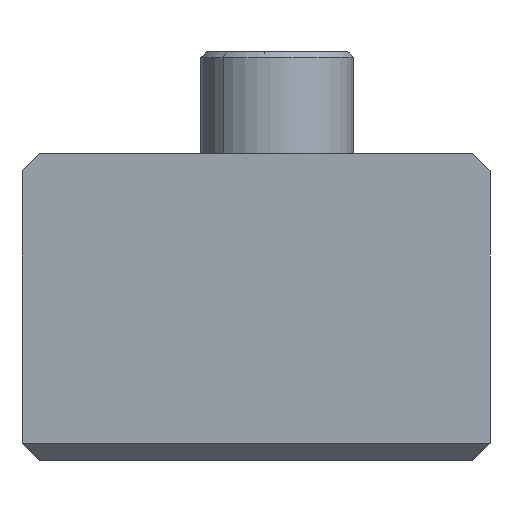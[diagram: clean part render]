
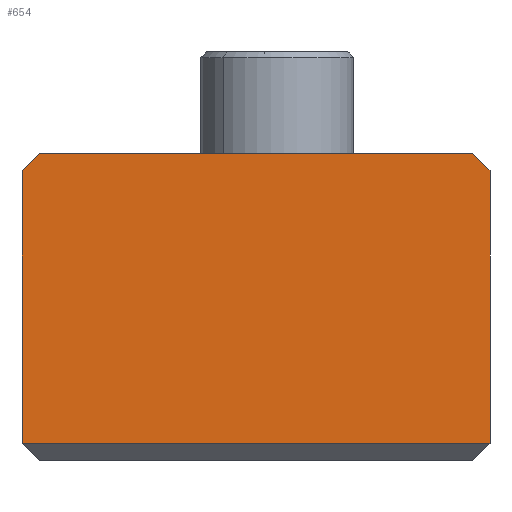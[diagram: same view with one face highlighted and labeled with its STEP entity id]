
A CAD part, left-side view. The second image highlights one B-rep face of the part: STEP entity #654.
In plain terms, the highlighted planar face has unit normal (-1, 0, 0).
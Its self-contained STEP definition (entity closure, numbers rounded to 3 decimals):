
#3 = EDGE_CURVE ( 'NONE', #16, #636, #765, .T. ) ;
#16 = VERTEX_POINT ( 'NONE', #188 ) ;
#18 = VECTOR ( 'NONE', #360, 1000. ) ;
#66 = AXIS2_PLACEMENT_3D ( 'NONE', #401, #1025, #75 ) ;
#75 = DIRECTION ( 'NONE',  ( 0., 0., -1. ) ) ;
#82 = EDGE_CURVE ( 'NONE', #16, #1280, #1304, .T. ) ;
#88 = CARTESIAN_POINT ( 'NONE',  ( -350., 55., 18. ) ) ;
#90 = VECTOR ( 'NONE', #1029, 1000. ) ;
#97 = DIRECTION ( 'NONE',  ( 0., 0., -1. ) ) ;
#169 = CARTESIAN_POINT ( 'NONE',  ( -350., 55., 18. ) ) ;
#182 = CARTESIAN_POINT ( 'NONE',  ( -350., 0., 16. ) ) ;
#188 = CARTESIAN_POINT ( 'NONE',  ( -350., 53., 18. ) ) ;
#199 = CARTESIAN_POINT ( 'NONE',  ( -350., 55., -16. ) ) ;
#242 = EDGE_CURVE ( 'NONE', #1280, #338, #295, .T. ) ;
#246 = ORIENTED_EDGE ( 'NONE', *, *, #433, .T. ) ;
#279 = PLANE ( 'NONE',  #66 ) ;
#283 = DIRECTION ( 'NONE',  ( 0., 0., -1. ) ) ;
#295 = LINE ( 'NONE', #169, #1251 ) ;
#310 = DIRECTION ( 'NONE',  ( 0., -1., 0. ) ) ;
#338 = VERTEX_POINT ( 'NONE', #827 ) ;
#355 = CARTESIAN_POINT ( 'NONE',  ( -350., 53., 18. ) ) ;
#360 = DIRECTION ( 'NONE',  ( 0., 0.707, -0.707 ) ) ;
#382 = CARTESIAN_POINT ( 'NONE',  ( -350., 55., 16. ) ) ;
#390 = ORIENTED_EDGE ( 'NONE', *, *, #830, .F. ) ;
#393 = CARTESIAN_POINT ( 'NONE',  ( -350., 2., 18. ) ) ;
#401 = CARTESIAN_POINT ( 'NONE',  ( -350., 55., 18. ) ) ;
#412 = EDGE_CURVE ( 'NONE', #743, #636, #736, .T. ) ;
#413 = DIRECTION ( 'NONE',  ( 0., -1., 0. ) ) ;
#433 = EDGE_CURVE ( 'NONE', #338, #1222, #1054, .T. ) ;
#521 = VECTOR ( 'NONE', #413, 1000. ) ;
#624 = CARTESIAN_POINT ( 'NONE',  ( -350., 2., 18. ) ) ;
#636 = VERTEX_POINT ( 'NONE', #393 ) ;
#654 = ADVANCED_FACE ( 'NONE', ( #963 ), #279, .F. ) ;
#709 = ORIENTED_EDGE ( 'NONE', *, *, #412, .T. ) ;
#725 = CARTESIAN_POINT ( 'NONE',  ( -350., 0., 18. ) ) ;
#736 = LINE ( 'NONE', #624, #90 ) ;
#743 = VERTEX_POINT ( 'NONE', #182 ) ;
#763 = CARTESIAN_POINT ( 'NONE',  ( -350., 0., -16. ) ) ;
#765 = LINE ( 'NONE', #88, #521 ) ;
#827 = CARTESIAN_POINT ( 'NONE',  ( -350., 55., -16. ) ) ;
#830 = EDGE_CURVE ( 'NONE', #743, #1222, #1052, .T. ) ;
#848 = ORIENTED_EDGE ( 'NONE', *, *, #82, .T. ) ;
#963 = FACE_OUTER_BOUND ( 'NONE', #1112, .T. ) ;
#1025 = DIRECTION ( 'NONE',  ( 1., 0., 0. ) ) ;
#1029 = DIRECTION ( 'NONE',  ( 0., 0.707, 0.707 ) ) ;
#1052 = LINE ( 'NONE', #725, #1277 ) ;
#1054 = LINE ( 'NONE', #199, #1154 ) ;
#1112 = EDGE_LOOP ( 'NONE', ( #1185, #246, #390, #709, #1303, #848 ) ) ;
#1154 = VECTOR ( 'NONE', #310, 1000. ) ;
#1185 = ORIENTED_EDGE ( 'NONE', *, *, #242, .T. ) ;
#1222 = VERTEX_POINT ( 'NONE', #763 ) ;
#1251 = VECTOR ( 'NONE', #283, 1000. ) ;
#1277 = VECTOR ( 'NONE', #97, 1000. ) ;
#1280 = VERTEX_POINT ( 'NONE', #382 ) ;
#1303 = ORIENTED_EDGE ( 'NONE', *, *, #3, .F. ) ;
#1304 = LINE ( 'NONE', #355, #18 ) ;
